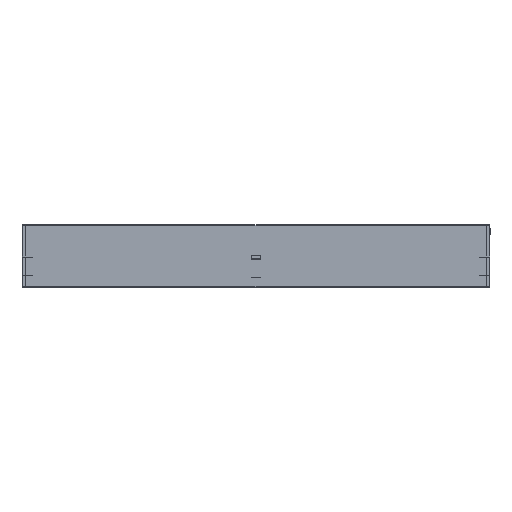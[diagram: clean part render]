
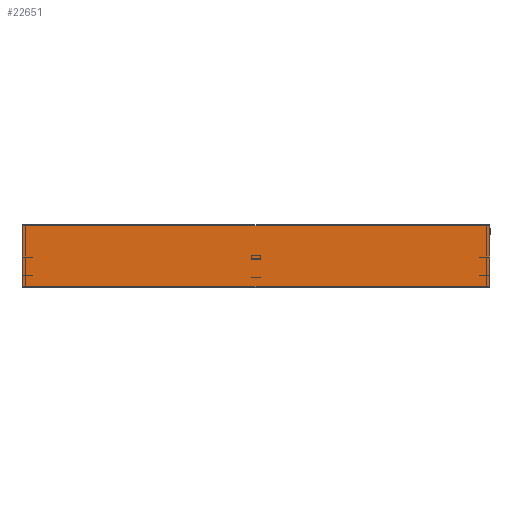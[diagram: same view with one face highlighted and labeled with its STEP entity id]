
A CAD part, left-side view. The second image highlights one B-rep face of the part: STEP entity #22651.
In plain terms, the highlighted planar face has unit normal (-1, 0, 0).
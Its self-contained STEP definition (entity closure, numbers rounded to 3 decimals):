
#64 = CARTESIAN_POINT ( 'NONE',  ( 0., -1878., 1. ) ) ;
#671 = VERTEX_POINT ( 'NONE', #25746 ) ;
#1823 = VECTOR ( 'NONE', #28009, 1000. ) ;
#1970 = CARTESIAN_POINT ( 'NONE',  ( 0., 0., 1. ) ) ;
#2118 = DIRECTION ( 'NONE',  ( 0., 1., 0. ) ) ;
#2730 = ORIENTED_EDGE ( 'NONE', *, *, #9159, .F. ) ;
#2942 = VERTEX_POINT ( 'NONE', #64 ) ;
#4075 = CARTESIAN_POINT ( 'NONE',  ( 0., 0., 0. ) ) ;
#4218 = PLANE ( 'NONE',  #19613 ) ;
#4558 = VECTOR ( 'NONE', #2118, 1000. ) ;
#5253 = VECTOR ( 'NONE', #10799, 1000. ) ;
#5636 = DIRECTION ( 'NONE',  ( 0., 0., -1. ) ) ;
#7781 = CARTESIAN_POINT ( 'NONE',  ( 0., 0., 0. ) ) ;
#8255 = VERTEX_POINT ( 'NONE', #9473 ) ;
#9032 = CARTESIAN_POINT ( 'NONE',  ( 0., 0., 246. ) ) ;
#9159 = EDGE_CURVE ( 'NONE', #2942, #671, #19066, .T. ) ;
#9473 = CARTESIAN_POINT ( 'NONE',  ( 0., -1878., 246. ) ) ;
#10343 = DIRECTION ( 'NONE',  ( 1., 0., 0. ) ) ;
#10688 = LINE ( 'NONE', #17090, #4558 ) ;
#10799 = DIRECTION ( 'NONE',  ( 0., 1., 0. ) ) ;
#12202 = EDGE_CURVE ( 'NONE', #8255, #18298, #10688, .T. ) ;
#12477 = LINE ( 'NONE', #23558, #1823 ) ;
#12979 = ORIENTED_EDGE ( 'NONE', *, *, #27984, .T. ) ;
#16917 = ORIENTED_EDGE ( 'NONE', *, *, #12202, .T. ) ;
#17090 = CARTESIAN_POINT ( 'NONE',  ( 0., -1878., 246. ) ) ;
#18298 = VERTEX_POINT ( 'NONE', #9032 ) ;
#19066 = LINE ( 'NONE', #1970, #5253 ) ;
#19085 = VECTOR ( 'NONE', #5636, 1000. ) ;
#19613 = AXIS2_PLACEMENT_3D ( 'NONE', #4075, #10343, #21301 ) ;
#20633 = ORIENTED_EDGE ( 'NONE', *, *, #28110, .T. ) ;
#20636 = EDGE_LOOP ( 'NONE', ( #16917, #12979, #2730, #20633 ) ) ;
#21301 = DIRECTION ( 'NONE',  ( 0., 0., -1. ) ) ;
#22651 = ADVANCED_FACE ( 'NONE', ( #28151 ), #4218, .F. ) ;
#23558 = CARTESIAN_POINT ( 'NONE',  ( 0., -1878., 0. ) ) ;
#25746 = CARTESIAN_POINT ( 'NONE',  ( 0., 0., 1. ) ) ;
#27303 = LINE ( 'NONE', #7781, #19085 ) ;
#27984 = EDGE_CURVE ( 'NONE', #18298, #671, #27303, .T. ) ;
#28009 = DIRECTION ( 'NONE',  ( 0., 0., 1. ) ) ;
#28110 = EDGE_CURVE ( 'NONE', #2942, #8255, #12477, .T. ) ;
#28151 = FACE_OUTER_BOUND ( 'NONE', #20636, .T. ) ;
